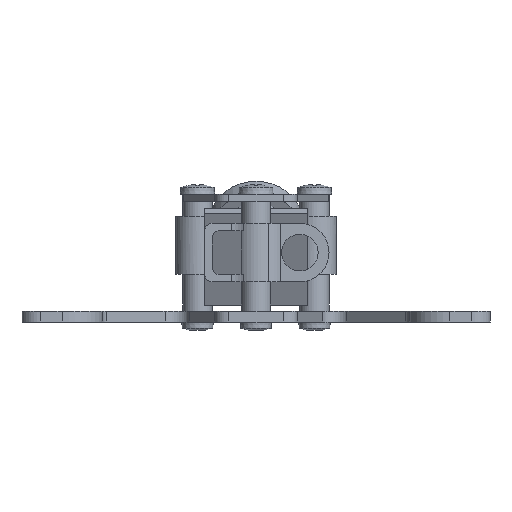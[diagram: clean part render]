
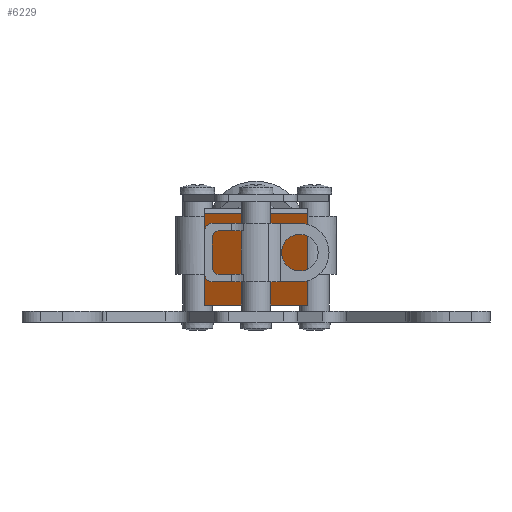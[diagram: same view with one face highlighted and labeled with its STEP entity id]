
A CAD part, front view. The second image highlights one B-rep face of the part: STEP entity #6229.
In plain terms, the highlighted planar face has unit normal (0, -0.906, -0.423).
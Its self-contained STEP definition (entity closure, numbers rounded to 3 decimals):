
#304=PLANE('',#6976);
#619=FACE_OUTER_BOUND('',#1030,.T.);
#1030=EDGE_LOOP('',(#5659,#5660,#5661,#5662));
#1925=LINE('',#10829,#2409);
#1929=LINE('',#10837,#2413);
#1932=LINE('',#10843,#2416);
#1935=LINE('',#10848,#2419);
#2409=VECTOR('',#8860,10.);
#2413=VECTOR('',#8866,10.);
#2416=VECTOR('',#8871,10.);
#2419=VECTOR('',#8876,10.);
#3005=VERTEX_POINT('',#10827);
#3006=VERTEX_POINT('',#10828);
#3009=VERTEX_POINT('',#10836);
#3011=VERTEX_POINT('',#10842);
#3890=EDGE_CURVE('',#3005,#3006,#1925,.T.);
#3894=EDGE_CURVE('',#3009,#3005,#1929,.T.);
#3897=EDGE_CURVE('',#3011,#3009,#1932,.T.);
#3900=EDGE_CURVE('',#3006,#3011,#1935,.T.);
#5659=ORIENTED_EDGE('',*,*,#3900,.F.);
#5660=ORIENTED_EDGE('',*,*,#3890,.F.);
#5661=ORIENTED_EDGE('',*,*,#3894,.F.);
#5662=ORIENTED_EDGE('',*,*,#3897,.F.);
#6229=ADVANCED_FACE('',(#619),#304,.T.);
#6976=AXIS2_PLACEMENT_3D('',#10850,#8878,#8879);
#8860=DIRECTION('',(0.,0.423,-0.906));
#8866=DIRECTION('',(1.,0.,0.));
#8871=DIRECTION('',(0.,-0.423,0.906));
#8876=DIRECTION('',(-1.,0.,0.));
#8878=DIRECTION('center_axis',(0.,-0.906,-0.423));
#8879=DIRECTION('ref_axis',(0.,0.423,-0.906));
#10827=CARTESIAN_POINT('',(208.517,66.866,14.911));
#10828=CARTESIAN_POINT('',(208.517,72.783,2.223));
#10829=CARTESIAN_POINT('',(208.517,66.866,14.911));
#10836=CARTESIAN_POINT('',(194.517,66.866,14.911));
#10837=CARTESIAN_POINT('',(194.517,66.866,14.911));
#10842=CARTESIAN_POINT('',(194.517,72.783,2.223));
#10843=CARTESIAN_POINT('',(194.517,72.783,2.223));
#10848=CARTESIAN_POINT('',(208.517,72.783,2.223));
#10850=CARTESIAN_POINT('Origin',(201.517,69.825,8.567));
